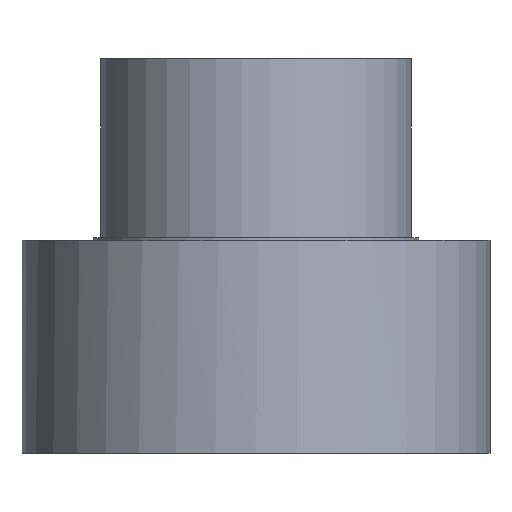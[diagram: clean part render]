
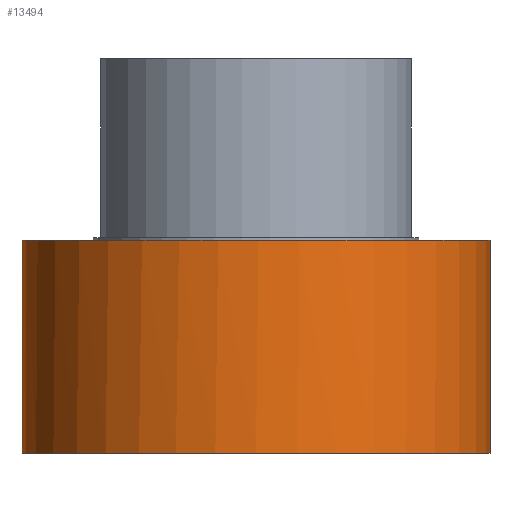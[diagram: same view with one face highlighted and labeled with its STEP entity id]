
A CAD part, left-side view. The second image highlights one B-rep face of the part: STEP entity #13494.
In plain terms, the highlighted cylindrical face has radius 45 mm (diameter 90 mm), a full revolution.
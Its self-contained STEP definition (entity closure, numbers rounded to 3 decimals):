
#1937=FACE_BOUND('',#2817,.T.);
#1938=FACE_BOUND('',#2818,.T.);
#1939=FACE_BOUND('',#2819,.T.);
#1980=FACE_OUTER_BOUND('',#2816,.T.);
#2816=EDGE_LOOP('',(#9193,#9194,#9195,#9196,#9197,#9198,#9199,#9200));
#2817=EDGE_LOOP('',(#9201,#9202,#9203,#9204));
#2818=EDGE_LOOP('',(#9205,#9206,#9207,#9208));
#2819=EDGE_LOOP('',(#9209,#9210,#9211,#9212));
#3660=LINE('',#15546,#4668);
#3661=LINE('',#15550,#4669);
#3662=LINE('',#15554,#4670);
#3663=LINE('',#15560,#4671);
#3664=LINE('',#15563,#4672);
#3665=LINE('',#15568,#4673);
#3666=LINE('',#15571,#4674);
#3667=LINE('',#15576,#4675);
#3668=LINE('',#15579,#4676);
#4668=VECTOR('',#14426,45.);
#4669=VECTOR('',#14429,10.);
#4670=VECTOR('',#14432,10.);
#4671=VECTOR('',#14437,10.);
#4672=VECTOR('',#14440,10.);
#4673=VECTOR('',#14443,10.);
#4674=VECTOR('',#14446,10.);
#4675=VECTOR('',#14449,10.);
#4676=VECTOR('',#14452,10.);
#5679=CIRCLE('',#14349,45.);
#5680=CIRCLE('',#14350,45.);
#5681=CIRCLE('',#14351,45.);
#5682=CIRCLE('',#14352,45.);
#5683=CIRCLE('',#14353,45.);
#5684=CIRCLE('',#14354,45.);
#5685=CIRCLE('',#14355,45.);
#5686=CIRCLE('',#14356,45.);
#5687=CIRCLE('',#14357,45.);
#5688=CIRCLE('',#14358,45.);
#5703=VERTEX_POINT('',#15543);
#5704=VERTEX_POINT('',#15545);
#5705=VERTEX_POINT('',#15547);
#5706=VERTEX_POINT('',#15549);
#5707=VERTEX_POINT('',#15551);
#5708=VERTEX_POINT('',#15553);
#5709=VERTEX_POINT('',#15556);
#5710=VERTEX_POINT('',#15557);
#5711=VERTEX_POINT('',#15559);
#5712=VERTEX_POINT('',#15561);
#5713=VERTEX_POINT('',#15564);
#5714=VERTEX_POINT('',#15565);
#5715=VERTEX_POINT('',#15567);
#5716=VERTEX_POINT('',#15569);
#5717=VERTEX_POINT('',#15572);
#5718=VERTEX_POINT('',#15573);
#5719=VERTEX_POINT('',#15575);
#5720=VERTEX_POINT('',#15577);
#7034=EDGE_CURVE('',#5703,#5703,#5679,.T.);
#7035=EDGE_CURVE('',#5703,#5704,#3660,.T.);
#7036=EDGE_CURVE('',#5704,#5705,#5680,.T.);
#7037=EDGE_CURVE('',#5705,#5706,#3661,.T.);
#7038=EDGE_CURVE('',#5706,#5707,#5681,.T.);
#7039=EDGE_CURVE('',#5707,#5708,#3662,.T.);
#7040=EDGE_CURVE('',#5708,#5704,#5682,.T.);
#7041=EDGE_CURVE('',#5709,#5710,#5683,.T.);
#7042=EDGE_CURVE('',#5710,#5711,#3663,.T.);
#7043=EDGE_CURVE('',#5712,#5711,#5684,.T.);
#7044=EDGE_CURVE('',#5709,#5712,#3664,.T.);
#7045=EDGE_CURVE('',#5713,#5714,#5685,.T.);
#7046=EDGE_CURVE('',#5714,#5715,#3665,.T.);
#7047=EDGE_CURVE('',#5715,#5716,#5686,.T.);
#7048=EDGE_CURVE('',#5716,#5713,#3666,.T.);
#7049=EDGE_CURVE('',#5717,#5718,#5687,.T.);
#7050=EDGE_CURVE('',#5718,#5719,#3667,.T.);
#7051=EDGE_CURVE('',#5719,#5720,#5688,.T.);
#7052=EDGE_CURVE('',#5717,#5720,#3668,.T.);
#9193=ORIENTED_EDGE('',*,*,#7034,.F.);
#9194=ORIENTED_EDGE('',*,*,#7035,.T.);
#9195=ORIENTED_EDGE('',*,*,#7036,.T.);
#9196=ORIENTED_EDGE('',*,*,#7037,.T.);
#9197=ORIENTED_EDGE('',*,*,#7038,.T.);
#9198=ORIENTED_EDGE('',*,*,#7039,.T.);
#9199=ORIENTED_EDGE('',*,*,#7040,.T.);
#9200=ORIENTED_EDGE('',*,*,#7035,.F.);
#9201=ORIENTED_EDGE('',*,*,#7041,.T.);
#9202=ORIENTED_EDGE('',*,*,#7042,.T.);
#9203=ORIENTED_EDGE('',*,*,#7043,.F.);
#9204=ORIENTED_EDGE('',*,*,#7044,.F.);
#9205=ORIENTED_EDGE('',*,*,#7045,.T.);
#9206=ORIENTED_EDGE('',*,*,#7046,.T.);
#9207=ORIENTED_EDGE('',*,*,#7047,.T.);
#9208=ORIENTED_EDGE('',*,*,#7048,.T.);
#9209=ORIENTED_EDGE('',*,*,#7049,.T.);
#9210=ORIENTED_EDGE('',*,*,#7050,.T.);
#9211=ORIENTED_EDGE('',*,*,#7051,.T.);
#9212=ORIENTED_EDGE('',*,*,#7052,.F.);
#13484=CYLINDRICAL_SURFACE('',#14348,45.);
#13494=ADVANCED_FACE('',(#1980,#1937,#1938,#1939),#13484,.T.);
#14348=AXIS2_PLACEMENT_3D('',#15542,#14422,#14423);
#14349=AXIS2_PLACEMENT_3D('',#15544,#14424,#14425);
#14350=AXIS2_PLACEMENT_3D('',#15548,#14427,#14428);
#14351=AXIS2_PLACEMENT_3D('',#15552,#14430,#14431);
#14352=AXIS2_PLACEMENT_3D('',#15555,#14433,#14434);
#14353=AXIS2_PLACEMENT_3D('',#15558,#14435,#14436);
#14354=AXIS2_PLACEMENT_3D('',#15562,#14438,#14439);
#14355=AXIS2_PLACEMENT_3D('',#15566,#14441,#14442);
#14356=AXIS2_PLACEMENT_3D('',#15570,#14444,#14445);
#14357=AXIS2_PLACEMENT_3D('',#15574,#14447,#14448);
#14358=AXIS2_PLACEMENT_3D('',#15578,#14450,#14451);
#14422=DIRECTION('center_axis',(0.,0.,
-1.));
#14423=DIRECTION('ref_axis',(0.,1.,0.));
#14424=DIRECTION('center_axis',(0.,0.,
-1.));
#14425=DIRECTION('ref_axis',(-0.707,0.707,0.));
#14426=DIRECTION('',(0.,0.,1.));
#14427=DIRECTION('center_axis',(0.,0.,
-1.));
#14428=DIRECTION('ref_axis',(0.,-1.,0.));
#14429=DIRECTION('',(0.,0.,-1.));
#14430=DIRECTION('center_axis',(0.,0.,
-1.));
#14431=DIRECTION('ref_axis',(0.,1.,0.));
#14432=DIRECTION('',(0.,0.,1.));
#14433=DIRECTION('center_axis',(0.,0.,
-1.));
#14434=DIRECTION('ref_axis',(0.,-1.,0.));
#14435=DIRECTION('center_axis',(0.,0.,-1.));
#14436=DIRECTION('ref_axis',(0.,1.,0.));
#14437=DIRECTION('',(0.,0.,1.));
#14438=DIRECTION('center_axis',(0.,0.,-1.));
#14439=DIRECTION('ref_axis',(1.,0.027,0.));
#14440=DIRECTION('',(0.,0.,1.));
#14441=DIRECTION('center_axis',(0.,0.,-1.));
#14442=DIRECTION('ref_axis',(0.,1.,0.));
#14443=DIRECTION('',(0.,0.,1.));
#14444=DIRECTION('center_axis',(0.,0.,1.));
#14445=DIRECTION('ref_axis',(0.,1.,0.));
#14446=DIRECTION('',(0.,0.,-1.));
#14447=DIRECTION('center_axis',(0.,0.,1.));
#14448=DIRECTION('ref_axis',(0.,1.,0.));
#14449=DIRECTION('',(0.,0.,-1.));
#14450=DIRECTION('center_axis',(0.,0.,-1.));
#14451=DIRECTION('ref_axis',(0.,1.,0.));
#14452=DIRECTION('',(0.,0.,-1.));
#15542=CARTESIAN_POINT('Origin',(-80.,10.,44.));
#15543=CARTESIAN_POINT('',(-80.,-35.,3.));
#15544=CARTESIAN_POINT('Origin',(-80.,10.,3.));
#15545=CARTESIAN_POINT('',(-80.,-35.,44.));
#15546=CARTESIAN_POINT('',(-80.,-35.,44.));
#15547=CARTESIAN_POINT('',(-35.023,11.445,44.));
#15548=CARTESIAN_POINT('Origin',(-80.,10.,44.));
#15549=CARTESIAN_POINT('',(-35.023,11.445,37.));
#15550=CARTESIAN_POINT('',(-35.023,11.445,44.));
#15551=CARTESIAN_POINT('',(-35.023,8.555,37.));
#15552=CARTESIAN_POINT('Origin',(-80.,10.,37.));
#15553=CARTESIAN_POINT('',(-35.023,8.555,44.));
#15554=CARTESIAN_POINT('',(-35.023,8.555,44.));
#15555=CARTESIAN_POINT('Origin',(-80.,10.,44.));
#15556=CARTESIAN_POINT('',(-37.941,-6.,18.5));
#15557=CARTESIAN_POINT('',(-39.349,-9.3,18.5));
#15558=CARTESIAN_POINT('Origin',(-80.,10.,18.5));
#15559=CARTESIAN_POINT('',(-39.349,-9.3,28.5));
#15560=CARTESIAN_POINT('',(-39.349,-9.3,44.));
#15561=CARTESIAN_POINT('',(-37.941,-6.,28.5));
#15562=CARTESIAN_POINT('Origin',(-80.,10.,28.5));
#15563=CARTESIAN_POINT('',(-37.941,-6.,28.5));
#15564=CARTESIAN_POINT('',(-36.137,20.05,13.95));
#15565=CARTESIAN_POINT('',(-36.137,-0.05,13.95));
#15566=CARTESIAN_POINT('Origin',(-80.,10.,13.95));
#15567=CARTESIAN_POINT('',(-36.137,-0.05,34.05));
#15568=CARTESIAN_POINT('',(-36.137,-0.05,44.));
#15569=CARTESIAN_POINT('',(-36.137,20.05,34.05));
#15570=CARTESIAN_POINT('Origin',(-80.,10.,34.05));
#15571=CARTESIAN_POINT('',(-36.137,20.05,44.));
#15572=CARTESIAN_POINT('',(-37.941,26.,28.5));
#15573=CARTESIAN_POINT('',(-39.349,29.3,28.5));
#15574=CARTESIAN_POINT('Origin',(-80.,10.,28.5));
#15575=CARTESIAN_POINT('',(-39.349,29.3,18.5));
#15576=CARTESIAN_POINT('',(-39.349,29.3,44.));
#15577=CARTESIAN_POINT('',(-37.941,26.,18.5));
#15578=CARTESIAN_POINT('Origin',(-80.,10.,18.5));
#15579=CARTESIAN_POINT('',(-37.941,26.,28.5));
